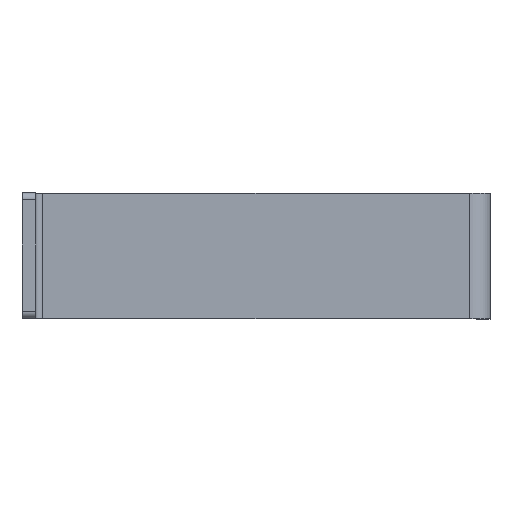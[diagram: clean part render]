
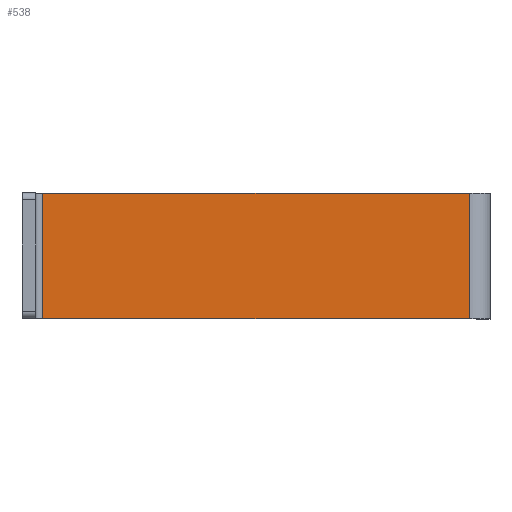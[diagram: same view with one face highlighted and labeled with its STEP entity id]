
A CAD part, top view. The second image highlights one B-rep face of the part: STEP entity #538.
In plain terms, the highlighted planar face has unit normal (0, 0, 1).
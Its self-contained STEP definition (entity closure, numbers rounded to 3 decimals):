
#90 = DIRECTION ( 'NONE',  ( 0., -1., 0. ) ) ;
#97 = CARTESIAN_POINT ( 'NONE',  ( 90.5, 27.5, 0. ) ) ;
#101 = CARTESIAN_POINT ( 'NONE',  ( -99.5, 27.5, 0. ) ) ;
#167 = LINE ( 'NONE', #97, #363 ) ;
#188 = DIRECTION ( 'NONE',  ( -1., 0., 0. ) ) ;
#189 = FACE_OUTER_BOUND ( 'NONE', #620, .T. ) ;
#244 = LINE ( 'NONE', #101, #573 ) ;
#285 = EDGE_CURVE ( 'NONE', #764, #703, #617, .T. ) ;
#305 = LINE ( 'NONE', #809, #371 ) ;
#306 = CARTESIAN_POINT ( 'NONE',  ( -96.5, 27.5, 0. ) ) ;
#328 = AXIS2_PLACEMENT_3D ( 'NONE', #407, #341, #188 ) ;
#341 = DIRECTION ( 'NONE',  ( 0., 0., -1. ) ) ;
#363 = VECTOR ( 'NONE', #90, 1000. ) ;
#371 = VECTOR ( 'NONE', #680, 1000. ) ;
#394 = EDGE_CURVE ( 'NONE', #524, #512, #167, .T. ) ;
#407 = CARTESIAN_POINT ( 'NONE',  ( -99.5, 27.5, 0. ) ) ;
#451 = VECTOR ( 'NONE', #672, 1000. ) ;
#471 = EDGE_CURVE ( 'NONE', #764, #524, #244, .T. ) ;
#512 = VERTEX_POINT ( 'NONE', #644 ) ;
#524 = VERTEX_POINT ( 'NONE', #629 ) ;
#538 = ADVANCED_FACE ( 'NONE', ( #189 ), #655, .F. ) ;
#554 = EDGE_CURVE ( 'NONE', #703, #512, #305, .T. ) ;
#573 = VECTOR ( 'NONE', #661, 1000. ) ;
#593 = CARTESIAN_POINT ( 'NONE',  ( -96.5, 27.5, 0. ) ) ;
#617 = LINE ( 'NONE', #593, #451 ) ;
#618 = ORIENTED_EDGE ( 'NONE', *, *, #471, .F. ) ;
#620 = EDGE_LOOP ( 'NONE', ( #712, #647, #618, #719 ) ) ;
#629 = CARTESIAN_POINT ( 'NONE',  ( 90.5, 27.5, 0. ) ) ;
#644 = CARTESIAN_POINT ( 'NONE',  ( 90.5, -27.5, 0. ) ) ;
#647 = ORIENTED_EDGE ( 'NONE', *, *, #394, .F. ) ;
#655 = PLANE ( 'NONE',  #328 ) ;
#661 = DIRECTION ( 'NONE',  ( 1., 0., 0. ) ) ;
#672 = DIRECTION ( 'NONE',  ( 0., -1., 0. ) ) ;
#677 = CARTESIAN_POINT ( 'NONE',  ( -96.5, -27.5, 0. ) ) ;
#680 = DIRECTION ( 'NONE',  ( 1., 0., 0. ) ) ;
#703 = VERTEX_POINT ( 'NONE', #677 ) ;
#712 = ORIENTED_EDGE ( 'NONE', *, *, #554, .T. ) ;
#719 = ORIENTED_EDGE ( 'NONE', *, *, #285, .T. ) ;
#764 = VERTEX_POINT ( 'NONE', #306 ) ;
#809 = CARTESIAN_POINT ( 'NONE',  ( -99.5, -27.5, 0. ) ) ;
